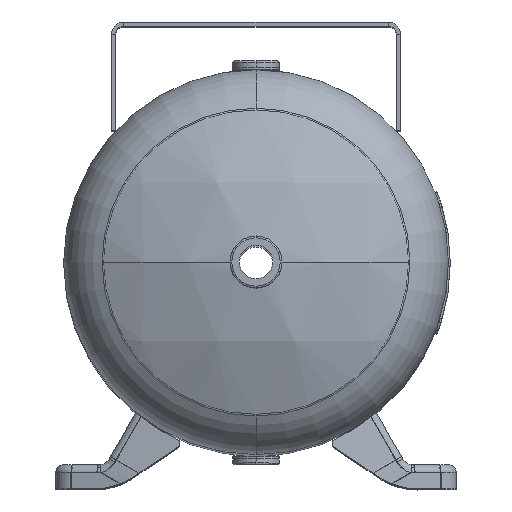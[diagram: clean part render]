
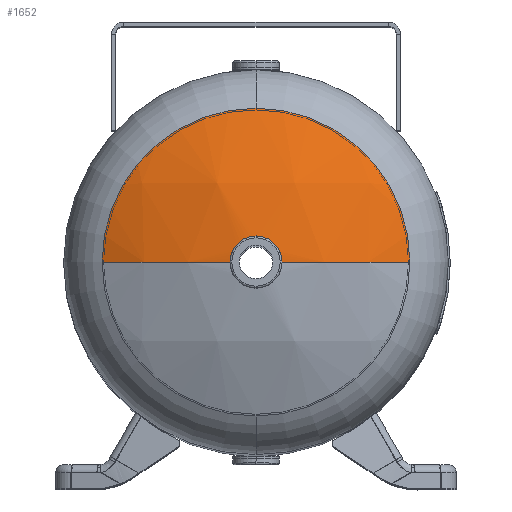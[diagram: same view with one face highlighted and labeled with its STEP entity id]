
A CAD part, top view. The second image highlights one B-rep face of the part: STEP entity #1652.
In plain terms, the highlighted spherical face has radius 274.32 mm.
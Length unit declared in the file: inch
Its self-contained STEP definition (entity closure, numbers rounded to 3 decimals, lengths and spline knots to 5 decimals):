
#528 = DIRECTION ( 'NONE',  ( 0., 0., 1. ) ) ;
#1258 = CIRCLE ( 'NONE', #8490, 0.71875 ) ;
#1277 = SPHERICAL_SURFACE ( 'NONE', #1522, 10.8 ) ;
#1364 = VERTEX_POINT ( 'NONE', #10255 ) ;
#1401 = ORIENTED_EDGE ( 'NONE', *, *, #9556, .F. ) ;
#1408 = CIRCLE ( 'NONE', #8650, 4.8 ) ;
#1431 = DIRECTION ( 'NONE',  ( 0., -1., 0. ) ) ;
#1522 = AXIS2_PLACEMENT_3D ( 'NONE', #5229, #10203, #3404 ) ;
#1652 = ADVANCED_FACE ( 'NONE', ( #9031 ), #1277, .T. ) ;
#2284 = AXIS2_PLACEMENT_3D ( 'NONE', #12514, #2483, #6506 ) ;
#2461 = DIRECTION ( 'NONE',  ( -1., 0., 0. ) ) ;
#2483 = DIRECTION ( 'NONE',  ( 0., -1., 0. ) ) ;
#2557 = DIRECTION ( 'NONE',  ( 0., 1., 0. ) ) ;
#3404 = DIRECTION ( 'NONE',  ( 1., 0., 0. ) ) ;
#4640 = DIRECTION ( 'NONE',  ( 1., 0., 0. ) ) ;
#4830 = EDGE_CURVE ( 'NONE', #8653, #1364, #1408, .T. ) ;
#4847 = EDGE_CURVE ( 'NONE', #6493, #12611, #9677, .T. ) ;
#5212 = CIRCLE ( 'NONE', #6859, 10.8 ) ;
#5229 = CARTESIAN_POINT ( 'NONE',  ( 0., -6.79258, 0. ) ) ;
#5266 = CARTESIAN_POINT ( 'NONE',  ( 4.8, 2.88213, 0. ) ) ;
#5763 = AXIS2_PLACEMENT_3D ( 'NONE', #10431, #11314, #2461 ) ;
#5953 = EDGE_CURVE ( 'NONE', #6493, #12012, #1258, .T. ) ;
#5960 = ORIENTED_EDGE ( 'NONE', *, *, #4830, .F. ) ;
#6483 = DIRECTION ( 'NONE',  ( 0., 0., -1. ) ) ;
#6493 = VERTEX_POINT ( 'NONE', #10062 ) ;
#6506 = DIRECTION ( 'NONE',  ( 0., 0., -1. ) ) ;
#6859 = AXIS2_PLACEMENT_3D ( 'NONE', #9313, #528, #7269 ) ;
#7269 = DIRECTION ( 'NONE',  ( 1., 0., 0. ) ) ;
#7711 = ORIENTED_EDGE ( 'NONE', *, *, #11869, .F. ) ;
#8123 = ORIENTED_EDGE ( 'NONE', *, *, #4847, .T. ) ;
#8490 = AXIS2_PLACEMENT_3D ( 'NONE', #8524, #2557, #4640 ) ;
#8524 = CARTESIAN_POINT ( 'NONE',  ( 0., 3.98347, 0. ) ) ;
#8650 = AXIS2_PLACEMENT_3D ( 'NONE', #12429, #1431, #6483 ) ;
#8653 = VERTEX_POINT ( 'NONE', #11616 ) ;
#9031 = FACE_OUTER_BOUND ( 'NONE', #9337, .T. ) ;
#9313 = CARTESIAN_POINT ( 'NONE',  ( 0., -6.79258, 0. ) ) ;
#9337 = EDGE_LOOP ( 'NONE', ( #1401, #11515, #8123, #7711, #5960 ) ) ;
#9556 = EDGE_CURVE ( 'NONE', #12012, #8653, #5212, .T. ) ;
#9677 = CIRCLE ( 'NONE', #5763, 10.8 ) ;
#9733 = CARTESIAN_POINT ( 'NONE',  ( -0.71875, 3.98347, 0. ) ) ;
#10062 = CARTESIAN_POINT ( 'NONE',  ( 0.71875, 3.98347, 0. ) ) ;
#10203 = DIRECTION ( 'NONE',  ( 0., 0., 1. ) ) ;
#10255 = CARTESIAN_POINT ( 'NONE',  ( 0., 2.88213, -4.8 ) ) ;
#10431 = CARTESIAN_POINT ( 'NONE',  ( 0., -6.79258, 0. ) ) ;
#11314 = DIRECTION ( 'NONE',  ( 0., 0., -1. ) ) ;
#11515 = ORIENTED_EDGE ( 'NONE', *, *, #5953, .F. ) ;
#11560 = CIRCLE ( 'NONE', #2284, 4.8 ) ;
#11616 = CARTESIAN_POINT ( 'NONE',  ( -4.8, 2.88213, 0. ) ) ;
#11869 = EDGE_CURVE ( 'NONE', #1364, #12611, #11560, .T. ) ;
#12012 = VERTEX_POINT ( 'NONE', #9733 ) ;
#12429 = CARTESIAN_POINT ( 'NONE',  ( 0., 2.88213, 0. ) ) ;
#12514 = CARTESIAN_POINT ( 'NONE',  ( 0., 2.88213, 0. ) ) ;
#12611 = VERTEX_POINT ( 'NONE', #5266 ) ;
